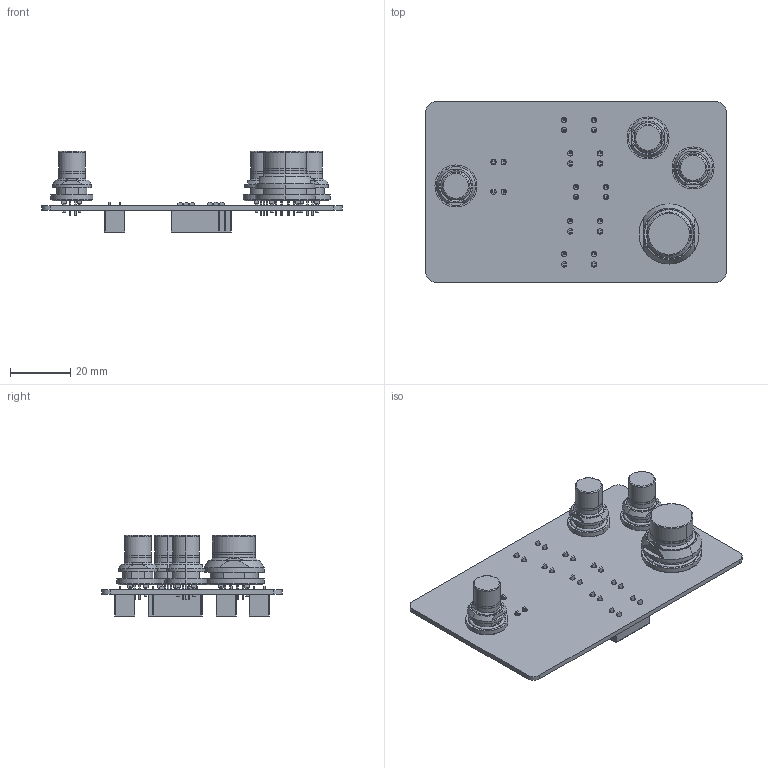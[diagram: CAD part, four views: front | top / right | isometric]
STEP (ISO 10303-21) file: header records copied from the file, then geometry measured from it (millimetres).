
FILE_DESCRIPTION(('KiCad electronic assembly'),'2;1');
FILE_NAME('power_distribution_board.step','2022-01-17T18:35:05',( 'An Author'),('A Company'),'Open CASCADE STEP processor 6.9', 'KiCad to STEP converter','Unknown');
FILE_SCHEMA(('AUTOMOTIVE_DESIGN { 1 0 10303 214 1 1 1 1 }'));
Length unit declared in the file: millimetre
Products named in the file (8): Open CASCADE STEP translator 6.9 1; HEN.2F.312; COMPOUND; HEN.0F.303; Fuseholder_Blade_Mini_Keystone_3568; SOLID
Assembly tree (14 placements, depth 3):
  Open CASCADE STEP translator 6.9 1
    HEN.2F.312
      COMPOUND
    HEN.0F.303  x3
      COMPOUND
    Fuseholder_Blade_Mini_Keystone_3568  x6
      SOLID
    COMPOUND
Bounding box: 100 x 60 x 27.07 mm (x, y, z)
Volume: 21399.5 mm3; surface area: 23805.3 mm2
Topology: 15 solids, 15 shells, 1378 faces, 3718 edges, 2447 vertices
Faces by surface type: plane 773, cylinder 427, cone 122, torus 32, sphere 24
Full cylindrical faces by diameter (mm): 0.599 x21, 0.998 x16, 1.78 x24
Entity records: 35194 total; most frequent: CARTESIAN_POINT 6990, DIRECTION 4933, LINE 2626, VECTOR 2626, ORIENTED_EDGE 2436, PCURVE 2432, DEFINITIONAL_REPRESENTATION 2432, EDGE_CURVE 1216
